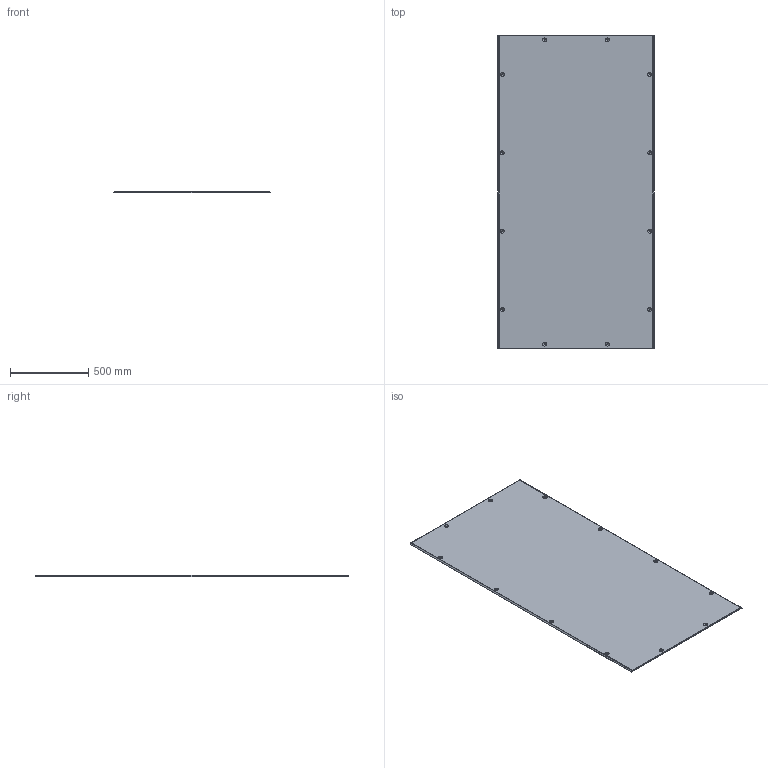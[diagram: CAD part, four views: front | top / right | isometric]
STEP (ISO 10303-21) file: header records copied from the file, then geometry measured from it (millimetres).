
FILE_DESCRIPTION(('STEP AP214'),'1');
FILE_NAME('cctmp_EE0C9AA7-77C7-4C8E-83AF-0C462947403A_2023_07_22_17_57_52_0897..stp','2023-07-22T15:57:53',('SIEMENS A&D'),('CADClick - www.CADClick.com'),'Spatial InterOp 3D postprocessed',' ','unknown authorization');
FILE_SCHEMA(('AUTOMOTIVE_DESIGN'));
Length unit declared in the file: millimetre
Products named in the file (1): 2023_07_22_17_57_52_0683
Bounding box: 998.95 x 1997 x 9.6 mm (x, y, z)
Volume: 3032605.4 mm3; surface area: 4053124.1 mm2
Topology: 1 solids, 1 shells, 154 faces, 368 edges, 240 vertices
Faces by surface type: plane 66, cone 48, cylinder 40
Entity records: 7502 total; most frequent: DIRECTION 846, CARTESIAN_POINT 791, STYLED_ITEM 763, PRESENTATION_STYLE_ASSIGNMENT 763, ORIENTED_EDGE 736, EDGE_CURVE 368, CURVE_STYLE 368, DRAUGHTING_PRE_DEFINED_CURVE_FONT 368
